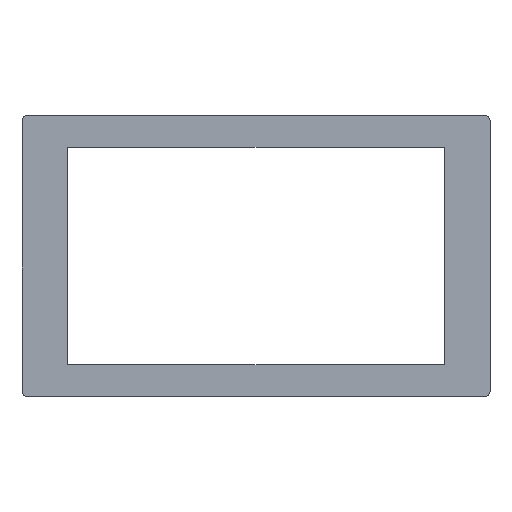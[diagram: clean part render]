
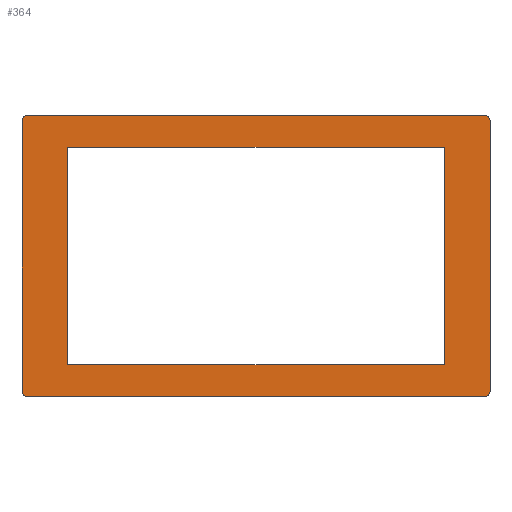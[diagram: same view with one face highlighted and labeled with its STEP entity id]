
A CAD part, top view. The second image highlights one B-rep face of the part: STEP entity #364.
In plain terms, the highlighted planar face has unit normal (0, 0, 1).
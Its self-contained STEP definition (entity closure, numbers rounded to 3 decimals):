
#19=CIRCLE('',#390,2.25);
#24=CIRCLE('',#399,2.25);
#25=CIRCLE('',#402,2.25);
#26=CIRCLE('',#405,2.25);
#33=FACE_BOUND('',#74,.T.);
#52=FACE_OUTER_BOUND('',#73,.T.);
#73=EDGE_LOOP('',(#319,#320,#321,#322,#323,#324,#325,#326));
#74=EDGE_LOOP('',(#327,#328,#329,#330));
#92=LINE('',#547,#132);
#95=LINE('',#552,#135);
#97=LINE('',#556,#137);
#98=LINE('',#558,#138);
#105=LINE('',#584,#145);
#108=LINE('',#589,#148);
#110=LINE('',#596,#150);
#113=LINE('',#604,#153);
#132=VECTOR('',#441,10.);
#135=VECTOR('',#446,10.);
#137=VECTOR('',#450,10.);
#138=VECTOR('',#453,10.);
#145=VECTOR('',#476,10.);
#148=VECTOR('',#481,10.);
#150=VECTOR('',#489,10.);
#153=VECTOR('',#498,10.);
#167=VERTEX_POINT('',#544);
#168=VERTEX_POINT('',#546);
#169=VERTEX_POINT('',#550);
#170=VERTEX_POINT('',#554);
#171=VERTEX_POINT('',#560);
#172=VERTEX_POINT('',#561);
#181=VERTEX_POINT('',#583);
#182=VERTEX_POINT('',#587);
#183=VERTEX_POINT('',#591);
#184=VERTEX_POINT('',#595);
#185=VERTEX_POINT('',#599);
#186=VERTEX_POINT('',#603);
#204=EDGE_CURVE('',#167,#168,#92,.T.);
#207=EDGE_CURVE('',#169,#167,#95,.T.);
#209=EDGE_CURVE('',#170,#169,#97,.T.);
#210=EDGE_CURVE('',#168,#170,#98,.T.);
#211=EDGE_CURVE('',#171,#172,#19,.T.);
#222=EDGE_CURVE('',#172,#181,#105,.T.);
#225=EDGE_CURVE('',#182,#171,#108,.T.);
#226=EDGE_CURVE('',#181,#183,#24,.T.);
#228=EDGE_CURVE('',#183,#184,#110,.T.);
#230=EDGE_CURVE('',#184,#185,#25,.T.);
#232=EDGE_CURVE('',#185,#186,#113,.T.);
#234=EDGE_CURVE('',#186,#182,#26,.T.);
#319=ORIENTED_EDGE('',*,*,#211,.F.);
#320=ORIENTED_EDGE('',*,*,#225,.F.);
#321=ORIENTED_EDGE('',*,*,#234,.F.);
#322=ORIENTED_EDGE('',*,*,#232,.F.);
#323=ORIENTED_EDGE('',*,*,#230,.F.);
#324=ORIENTED_EDGE('',*,*,#228,.F.);
#325=ORIENTED_EDGE('',*,*,#226,.F.);
#326=ORIENTED_EDGE('',*,*,#222,.F.);
#327=ORIENTED_EDGE('',*,*,#209,.F.);
#328=ORIENTED_EDGE('',*,*,#210,.F.);
#329=ORIENTED_EDGE('',*,*,#204,.F.);
#330=ORIENTED_EDGE('',*,*,#207,.F.);
#345=PLANE('',#406);
#364=ADVANCED_FACE('',(#52,#33),#345,.T.);
#390=AXIS2_PLACEMENT_3D('',#562,#456,#457);
#399=AXIS2_PLACEMENT_3D('',#592,#484,#485);
#402=AXIS2_PLACEMENT_3D('',#600,#493,#494);
#405=AXIS2_PLACEMENT_3D('',#607,#502,#503);
#406=AXIS2_PLACEMENT_3D('',#608,#504,#505);
#441=DIRECTION('',(0.,1.,0.));
#446=DIRECTION('',(1.,0.,0.));
#450=DIRECTION('',(0.,-1.,0.));
#453=DIRECTION('',(-1.,0.,0.));
#456=DIRECTION('center_axis',(0.,0.,-1.));
#457=DIRECTION('ref_axis',(-0.707,0.707,0.));
#476=DIRECTION('',(1.,0.,0.));
#481=DIRECTION('',(0.,1.,0.));
#484=DIRECTION('center_axis',(0.,0.,-1.));
#485=DIRECTION('ref_axis',(0.707,0.707,0.));
#489=DIRECTION('',(0.,-1.,0.));
#493=DIRECTION('center_axis',(0.,0.,-1.));
#494=DIRECTION('ref_axis',(0.707,-0.707,0.));
#498=DIRECTION('',(-1.,0.,0.));
#502=DIRECTION('center_axis',(0.,0.,-1.));
#503=DIRECTION('ref_axis',(-0.707,-0.707,0.));
#504=DIRECTION('center_axis',(0.,0.,1.));
#505=DIRECTION('ref_axis',(1.,0.,0.));
#544=CARTESIAN_POINT('',(180.5,44.,5.));
#546=CARTESIAN_POINT('',(180.5,137.,5.));
#547=CARTESIAN_POINT('',(180.5,40.,5.));
#550=CARTESIAN_POINT('',(19.5,44.,5.));
#552=CARTESIAN_POINT('',(38.75,44.,5.));
#554=CARTESIAN_POINT('',(19.5,137.,5.));
#556=CARTESIAN_POINT('',(19.5,92.5,5.));
#558=CARTESIAN_POINT('',(133.75,137.,5.));
#560=CARTESIAN_POINT('',(0.,148.25,5.));
#561=CARTESIAN_POINT('',(2.25,150.5,5.));
#562=CARTESIAN_POINT('Origin',(2.25,148.25,5.));
#583=CARTESIAN_POINT('',(197.75,150.5,5.));
#584=CARTESIAN_POINT('',(145.,150.5,5.));
#587=CARTESIAN_POINT('',(0.,32.75,5.));
#589=CARTESIAN_POINT('',(0.,80.,5.));
#591=CARTESIAN_POINT('',(200.,148.25,5.));
#592=CARTESIAN_POINT('Origin',(197.75,148.25,5.));
#595=CARTESIAN_POINT('',(200.,32.75,5.));
#596=CARTESIAN_POINT('',(200.,35.5,5.));
#599=CARTESIAN_POINT('',(197.75,30.5,5.));
#600=CARTESIAN_POINT('Origin',(197.75,32.75,5.));
#603=CARTESIAN_POINT('',(2.25,30.5,5.));
#604=CARTESIAN_POINT('',(36.25,30.5,5.));
#607=CARTESIAN_POINT('Origin',(2.25,32.75,5.));
#608=CARTESIAN_POINT('Origin',(72.5,40.,5.));
